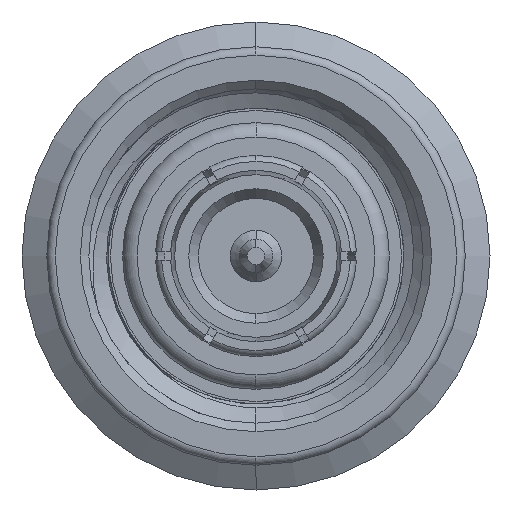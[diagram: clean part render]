
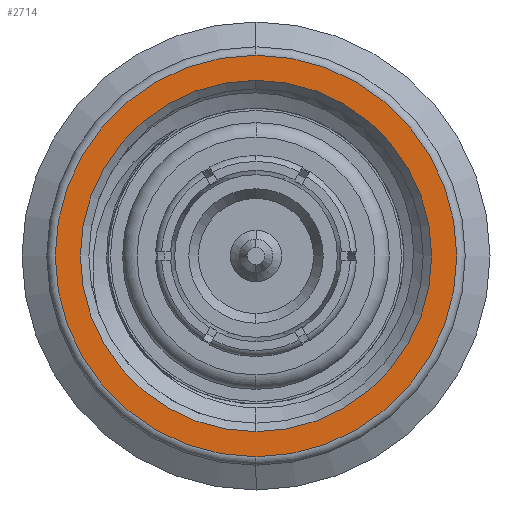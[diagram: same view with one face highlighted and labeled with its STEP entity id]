
A CAD part, left-side view. The second image highlights one B-rep face of the part: STEP entity #2714.
In plain terms, the highlighted planar face has unit normal (-1, 0, 0).
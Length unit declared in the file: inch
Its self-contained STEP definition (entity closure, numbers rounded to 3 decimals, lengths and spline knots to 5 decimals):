
#4 = PLANE ( 'NONE',  #690 ) ;
#21 = DIRECTION ( 'NONE',  ( 0., 0., -1. ) ) ;
#221 = ORIENTED_EDGE ( 'NONE', *, *, #6277, .T. ) ;
#298 = ORIENTED_EDGE ( 'NONE', *, *, #666, .T. ) ;
#538 = DIRECTION ( 'NONE',  ( 0., 0., -1. ) ) ;
#546 = DIRECTION ( 'NONE',  ( 1., 0., 0. ) ) ;
#556 = DIRECTION ( 'NONE',  ( 1., 0., 0. ) ) ;
#666 = EDGE_CURVE ( 'NONE', #5562, #5221, #1186, .T. ) ;
#690 = AXIS2_PLACEMENT_3D ( 'NONE', #6609, #546, #21 ) ;
#693 = DIRECTION ( 'NONE',  ( -1., 0., 0. ) ) ;
#1033 = CARTESIAN_POINT ( 'NONE',  ( 0., 0., 0. ) ) ;
#1037 = AXIS2_PLACEMENT_3D ( 'NONE', #1382, #2934, #5473 ) ;
#1186 = CIRCLE ( 'NONE', #3269, 0.23643 ) ;
#1382 = CARTESIAN_POINT ( 'NONE',  ( 0., 0., 0. ) ) ;
#1397 = ORIENTED_EDGE ( 'NONE', *, *, #5870, .T. ) ;
#1646 = CARTESIAN_POINT ( 'NONE',  ( 0., 0., -0.23643 ) ) ;
#1768 = FACE_OUTER_BOUND ( 'NONE', #4183, .T. ) ;
#1939 = VERTEX_POINT ( 'NONE', #3489 ) ;
#2298 = DIRECTION ( 'NONE',  ( 0., 0., -1. ) ) ;
#2449 = EDGE_LOOP ( 'NONE', ( #3398, #1397 ) ) ;
#2714 = ADVANCED_FACE ( 'NONE', ( #1768, #4568 ), #4, .F. ) ;
#2782 = CIRCLE ( 'NONE', #1037, 0.23643 ) ;
#2934 = DIRECTION ( 'NONE',  ( -1., 0., 0. ) ) ;
#3269 = AXIS2_PLACEMENT_3D ( 'NONE', #6367, #693, #5869 ) ;
#3294 = DIRECTION ( 'NONE',  ( 1., 0., 0. ) ) ;
#3398 = ORIENTED_EDGE ( 'NONE', *, *, #6272, .T. ) ;
#3489 = CARTESIAN_POINT ( 'NONE',  ( 0., 0., -0.20685 ) ) ;
#3520 = CIRCLE ( 'NONE', #5640, 0.20685 ) ;
#4183 = EDGE_LOOP ( 'NONE', ( #221, #298 ) ) ;
#4206 = CIRCLE ( 'NONE', #5847, 0.20685 ) ;
#4542 = CARTESIAN_POINT ( 'NONE',  ( 0., 0., 0.23643 ) ) ;
#4568 = FACE_BOUND ( 'NONE', #2449, .T. ) ;
#4623 = CARTESIAN_POINT ( 'NONE',  ( 0., 0., 0.20685 ) ) ;
#4672 = VERTEX_POINT ( 'NONE', #4623 ) ;
#5221 = VERTEX_POINT ( 'NONE', #4542 ) ;
#5473 = DIRECTION ( 'NONE',  ( 0., 0., 1. ) ) ;
#5562 = VERTEX_POINT ( 'NONE', #1646 ) ;
#5640 = AXIS2_PLACEMENT_3D ( 'NONE', #1033, #556, #538 ) ;
#5847 = AXIS2_PLACEMENT_3D ( 'NONE', #6358, #3294, #2298 ) ;
#5869 = DIRECTION ( 'NONE',  ( 0., 0., 1. ) ) ;
#5870 = EDGE_CURVE ( 'NONE', #1939, #4672, #3520, .T. ) ;
#6272 = EDGE_CURVE ( 'NONE', #4672, #1939, #4206, .T. ) ;
#6277 = EDGE_CURVE ( 'NONE', #5221, #5562, #2782, .T. ) ;
#6358 = CARTESIAN_POINT ( 'NONE',  ( 0., 0., 0. ) ) ;
#6367 = CARTESIAN_POINT ( 'NONE',  ( 0., 0., 0. ) ) ;
#6609 = CARTESIAN_POINT ( 'NONE',  ( 0., 0.23668, 0. ) ) ;
